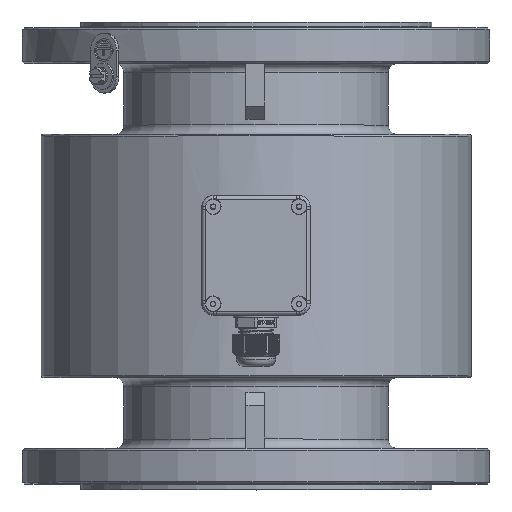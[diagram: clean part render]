
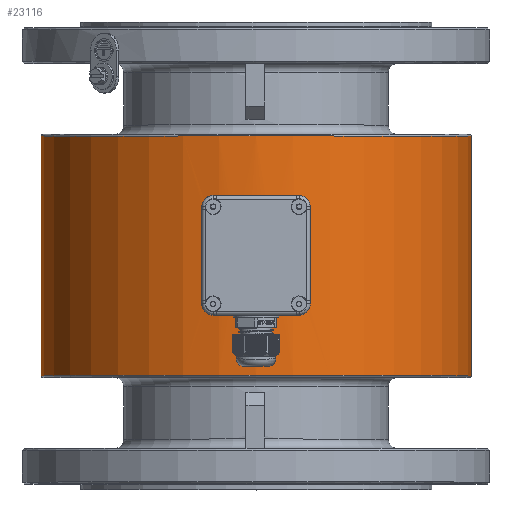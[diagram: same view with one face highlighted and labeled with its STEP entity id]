
A CAD part, top view. The second image highlights one B-rep face of the part: STEP entity #23116.
In plain terms, the highlighted cylindrical face has radius 115 mm (diameter 230 mm), a full revolution.
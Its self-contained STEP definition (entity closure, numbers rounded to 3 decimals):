
#808=FACE_BOUND('',#3485,.T.);
#1374=CYLINDRICAL_SURFACE('',#24801,115.);
#1962=FACE_OUTER_BOUND('',#3484,.T.);
#3484=EDGE_LOOP('',(#16114,#16115,#16116,#16117));
#3485=EDGE_LOOP('',(#16118));
#4962=CIRCLE('',#24798,115.);
#4965=CIRCLE('',#24802,115.);
#6246=B_SPLINE_CURVE_WITH_KNOTS('',3,(#49609,#49610,#49611,#49612,#49613,
#49614,#49615,#49616,#49617,#49618,#49619,#49620,#49621,#49622,#49623,#49624,
#49625,#49626,#49627,#49628,#49629,#49630,#49631,#49632,#49633,#49634,#49635,
#49636,#49637,#49638,#49639,#49640,#49641,#49642,#49643,#49644,#49645,#49646,
#49647,#49648,#49649,#49650,#49651,#49652,#49653,#49654,#49655,#49656,#49657,
#49658,#49659,#49660,#49661,#49662,#49663,#49664,#49665,#49666,#49667,#49668,
#49669,#49670,#49671,#49672,#49673,#49674),.UNSPECIFIED.,.T.,.F.,(4,2,2,
2,2,2,2,2,2,2,2,2,2,2,2,2,2,2,2,2,2,2,2,2,2,2,2,2,2,2,2,2,4),(-12.687,
-12.291,-11.894,-11.498,-11.101,-10.705,
-10.308,-9.912,-9.515,-9.119,
-8.723,-8.326,-7.93,-7.533,
-7.137,-6.74,-6.344,-5.947,
-5.551,-5.154,-4.758,-4.361,
-3.965,-3.568,-3.172,-2.775,
-2.379,-1.982,-1.586,-1.189,
-0.793,-0.396,0.),.UNSPECIFIED.);
#6801=LINE('',#49607,#8234);
#8234=VECTOR('',#28263,115.);
#9846=VERTEX_POINT('',#49599);
#9848=VERTEX_POINT('',#49605);
#9849=VERTEX_POINT('',#49608);
#12070=EDGE_CURVE('',#9846,#9846,#4962,.T.);
#12073=EDGE_CURVE('',#9848,#9848,#4965,.T.);
#12074=EDGE_CURVE('',#9848,#9846,#6801,.T.);
#12075=EDGE_CURVE('',#9849,#9849,#6246,.T.);
#16114=ORIENTED_EDGE('',*,*,#12073,.F.);
#16115=ORIENTED_EDGE('',*,*,#12074,.T.);
#16116=ORIENTED_EDGE('',*,*,#12070,.F.);
#16117=ORIENTED_EDGE('',*,*,#12074,.F.);
#16118=ORIENTED_EDGE('',*,*,#12075,.T.);
#23116=ADVANCED_FACE('',(#1962,#808),#1374,.T.);
#24798=AXIS2_PLACEMENT_3D('',#49600,#28253,#28254);
#24801=AXIS2_PLACEMENT_3D('',#49604,#28259,#28260);
#24802=AXIS2_PLACEMENT_3D('',#49606,#28261,#28262);
#28253=DIRECTION('center_axis',(-1.,0.,0.));
#28254=DIRECTION('ref_axis',(0.,-1.,0.));
#28259=DIRECTION('center_axis',(1.,0.,0.));
#28260=DIRECTION('ref_axis',(0.,1.,0.));
#28261=DIRECTION('center_axis',(1.,0.,0.));
#28262=DIRECTION('ref_axis',(0.,-1.,0.));
#28263=DIRECTION('',(-1.,0.,0.));
#49599=CARTESIAN_POINT('',(-64.,-304.,0.));
#49600=CARTESIAN_POINT('Origin',(-64.,-189.,0.));
#49604=CARTESIAN_POINT('Origin',(0.,-189.,0.));
#49605=CARTESIAN_POINT('',(64.,-304.,0.));
#49606=CARTESIAN_POINT('Origin',(64.,-189.,0.));
#49607=CARTESIAN_POINT('',(0.,-304.,0.));
#49608=CARTESIAN_POINT('',(-21.,-74.,0.));
#49609=CARTESIAN_POINT('Ctrl Pts',(0.,-75.934,
-21.));
#49610=CARTESIAN_POINT('Ctrl Pts',(1.322,-75.934,-21.));
#49611=CARTESIAN_POINT('Ctrl Pts',(2.687,-75.91,-20.873));
#49612=CARTESIAN_POINT('Ctrl Pts',(5.402,-75.813,-20.34));
#49613=CARTESIAN_POINT('Ctrl Pts',(6.752,-75.74,-19.934));
#49614=CARTESIAN_POINT('Ctrl Pts',(9.338,-75.556,-18.862));
#49615=CARTESIAN_POINT('Ctrl Pts',(10.577,-75.446,-18.195));
#49616=CARTESIAN_POINT('Ctrl Pts',(12.867,-75.21,-16.654));
#49617=CARTESIAN_POINT('Ctrl Pts',(13.919,-75.084,-15.78));
#49618=CARTESIAN_POINT('Ctrl Pts',(15.78,-74.842,-13.919));
#49619=CARTESIAN_POINT('Ctrl Pts',(16.654,-74.716,-12.867));
#49620=CARTESIAN_POINT('Ctrl Pts',(18.194,-74.482,-10.577));
#49621=CARTESIAN_POINT('Ctrl Pts',(18.862,-74.372,-9.338));
#49622=CARTESIAN_POINT('Ctrl Pts',(19.934,-74.191,-6.752));
#49623=CARTESIAN_POINT('Ctrl Pts',(20.34,-74.119,-5.402));
#49624=CARTESIAN_POINT('Ctrl Pts',(20.873,-74.023,-2.687));
#49625=CARTESIAN_POINT('Ctrl Pts',(21.,-74.,-1.322));
#49626=CARTESIAN_POINT('Ctrl Pts',(21.,-74.,1.322));
#49627=CARTESIAN_POINT('Ctrl Pts',(20.873,-74.023,2.687));
#49628=CARTESIAN_POINT('Ctrl Pts',(20.34,-74.119,5.402));
#49629=CARTESIAN_POINT('Ctrl Pts',(19.934,-74.191,6.752));
#49630=CARTESIAN_POINT('Ctrl Pts',(18.862,-74.372,9.338));
#49631=CARTESIAN_POINT('Ctrl Pts',(18.194,-74.482,10.577));
#49632=CARTESIAN_POINT('Ctrl Pts',(16.654,-74.716,12.867));
#49633=CARTESIAN_POINT('Ctrl Pts',(15.78,-74.842,13.919));
#49634=CARTESIAN_POINT('Ctrl Pts',(13.919,-75.084,15.78));
#49635=CARTESIAN_POINT('Ctrl Pts',(12.867,-75.21,16.654));
#49636=CARTESIAN_POINT('Ctrl Pts',(10.577,-75.446,18.195));
#49637=CARTESIAN_POINT('Ctrl Pts',(9.338,-75.556,18.862));
#49638=CARTESIAN_POINT('Ctrl Pts',(6.752,-75.74,19.934));
#49639=CARTESIAN_POINT('Ctrl Pts',(5.402,-75.813,20.34));
#49640=CARTESIAN_POINT('Ctrl Pts',(2.687,-75.91,20.873));
#49641=CARTESIAN_POINT('Ctrl Pts',(1.322,-75.934,21.));
#49642=CARTESIAN_POINT('Ctrl Pts',(-1.322,-75.934,
21.));
#49643=CARTESIAN_POINT('Ctrl Pts',(-2.687,-75.91,
20.873));
#49644=CARTESIAN_POINT('Ctrl Pts',(-5.402,-75.813,
20.34));
#49645=CARTESIAN_POINT('Ctrl Pts',(-6.752,-75.74,
19.934));
#49646=CARTESIAN_POINT('Ctrl Pts',(-9.338,-75.556,
18.862));
#49647=CARTESIAN_POINT('Ctrl Pts',(-10.577,-75.446,18.195));
#49648=CARTESIAN_POINT('Ctrl Pts',(-12.867,-75.21,
16.654));
#49649=CARTESIAN_POINT('Ctrl Pts',(-13.919,-75.084,
15.78));
#49650=CARTESIAN_POINT('Ctrl Pts',(-15.78,-74.842,13.919));
#49651=CARTESIAN_POINT('Ctrl Pts',(-16.654,-74.716,
12.867));
#49652=CARTESIAN_POINT('Ctrl Pts',(-18.194,-74.482,10.577));
#49653=CARTESIAN_POINT('Ctrl Pts',(-18.862,-74.372,
9.338));
#49654=CARTESIAN_POINT('Ctrl Pts',(-19.934,-74.191,
6.752));
#49655=CARTESIAN_POINT('Ctrl Pts',(-20.34,-74.119,
5.402));
#49656=CARTESIAN_POINT('Ctrl Pts',(-20.873,-74.023,
2.687));
#49657=CARTESIAN_POINT('Ctrl Pts',(-21.,-74.,1.322));
#49658=CARTESIAN_POINT('Ctrl Pts',(-21.,-74.,-1.322));
#49659=CARTESIAN_POINT('Ctrl Pts',(-20.873,-74.023,
-2.687));
#49660=CARTESIAN_POINT('Ctrl Pts',(-20.34,-74.119,
-5.402));
#49661=CARTESIAN_POINT('Ctrl Pts',(-19.934,-74.191,
-6.752));
#49662=CARTESIAN_POINT('Ctrl Pts',(-18.862,-74.372,
-9.338));
#49663=CARTESIAN_POINT('Ctrl Pts',(-18.194,-74.482,-10.577));
#49664=CARTESIAN_POINT('Ctrl Pts',(-16.654,-74.716,
-12.867));
#49665=CARTESIAN_POINT('Ctrl Pts',(-15.78,-74.842,-13.919));
#49666=CARTESIAN_POINT('Ctrl Pts',(-13.919,-75.084,
-15.78));
#49667=CARTESIAN_POINT('Ctrl Pts',(-12.867,-75.21,
-16.654));
#49668=CARTESIAN_POINT('Ctrl Pts',(-10.577,-75.446,-18.195));
#49669=CARTESIAN_POINT('Ctrl Pts',(-9.338,-75.556,
-18.862));
#49670=CARTESIAN_POINT('Ctrl Pts',(-6.752,-75.74,
-19.934));
#49671=CARTESIAN_POINT('Ctrl Pts',(-5.402,-75.813,
-20.34));
#49672=CARTESIAN_POINT('Ctrl Pts',(-2.687,-75.91,
-20.873));
#49673=CARTESIAN_POINT('Ctrl Pts',(-1.322,-75.934,
-21.));
#49674=CARTESIAN_POINT('Ctrl Pts',(0.,-75.934,
-21.));
